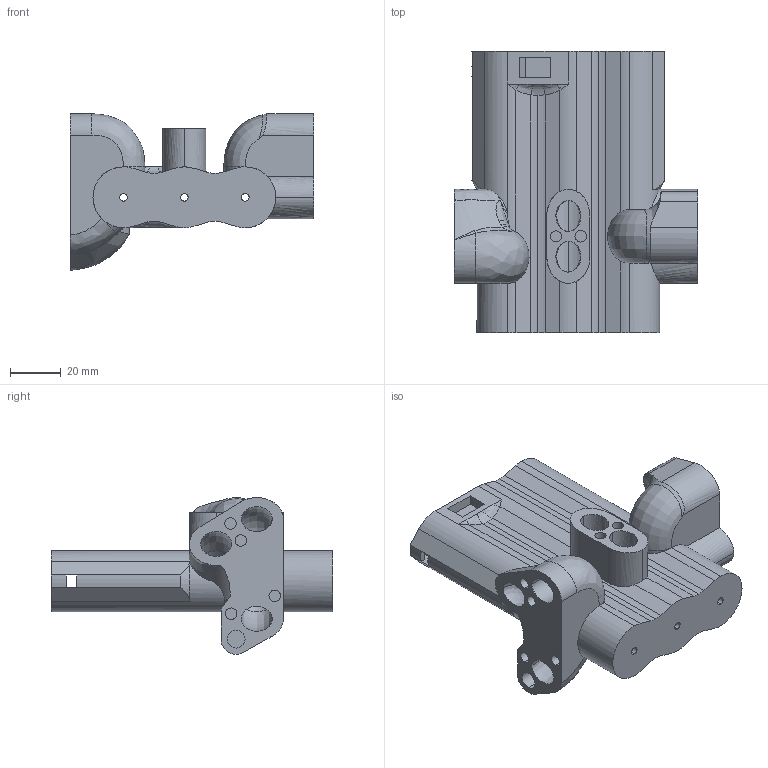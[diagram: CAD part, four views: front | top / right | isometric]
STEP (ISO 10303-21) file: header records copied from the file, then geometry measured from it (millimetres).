
FILE_DESCRIPTION (( 'STEP AP214' ), '1' );
FILE_NAME ('TMPT_ValveChamber.STEP', '2015-02-01T17:24:26', ( '' ), ( '' ), 'SwSTEP 2.0', 'SolidWorks 2014', '' );
FILE_SCHEMA (( 'AUTOMOTIVE_DESIGN' ));
Length unit declared in the file: millimetre
Products named in the file (1): TMPT_ValveChamber
Bounding box: 95.99 x 111 x 61.79 mm (x, y, z)
Volume: 106666.6 mm3; surface area: 58999.9 mm2
Topology: 1 solids, 1 shells, 230 faces, 612 edges, 388 vertices
Faces by surface type: plane 79, bspline 75, cylinder 74, cone 2
Entity records: 10517 total; most frequent: CARTESIAN_POINT 5307, ORIENTED_EDGE 1212, DIRECTION 904, EDGE_CURVE 606, VERTEX_POINT 388, AXIS2_PLACEMENT_3D 319, EDGE_LOOP 270, VECTOR 266
